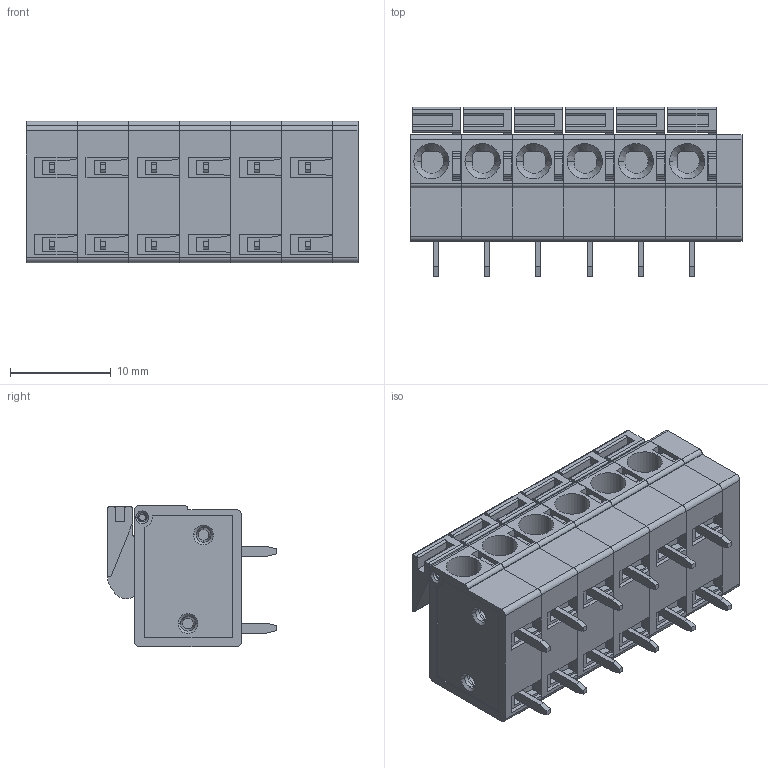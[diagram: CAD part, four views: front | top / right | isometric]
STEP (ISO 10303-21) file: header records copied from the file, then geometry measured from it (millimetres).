
FILE_DESCRIPTION (( 'STEP AP214' ), '1' );
FILE_NAME ('CUI_DEVICES_TBL004-508-06GY-2WT.step', '2019-11-27T04:23:21', ( '' ), ( '' ), 'SwSTEP 2.0', 'SolidWorks 2019', '' );
FILE_SCHEMA (( 'AUTOMOTIVE_DESIGN' ));
Length unit declared in the file: millimetre
Products named in the file (4): CUI_DEVICES_TBL004-508-06GY-2WT; TBL004-508 - PUSH BUTTON_White; TBL004-508 - BODY_Gray; TBL004-508 - END CAP_Gray
Assembly tree (13 placements, depth 2):
  CUI_DEVICES_TBL004-508-06GY-2WT
    TBL004-508 - END CAP_Gray
    TBL004-508 - BODY_Gray  x6
    TBL004-508 - PUSH BUTTON_White  x6
Bounding box: 32.98 x 16.8 x 14.05 mm (x, y, z)
Volume: 4508 mm3; surface area: 5733.1 mm2
Topology: 13 solids, 13 shells, 1009 faces, 2664 edges, 1730 vertices
Faces by surface type: plane 653, cylinder 236, cone 108, torus 12
Entity records: 11082 total; most frequent: CARTESIAN_POINT 1446, ORIENTED_EDGE 1388, DIRECTION 1362, EDGE_CURVE 694, LINE 570, VECTOR 570, VERTEX_POINT 455, AXIS2_PLACEMENT_3D 396
